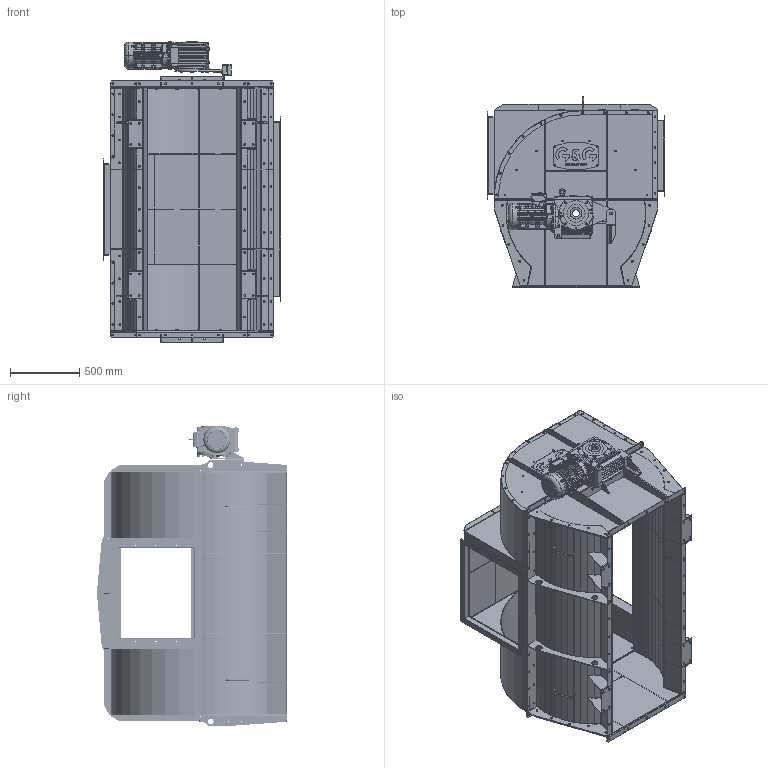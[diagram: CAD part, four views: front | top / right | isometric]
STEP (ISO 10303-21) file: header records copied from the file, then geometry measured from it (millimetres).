
FILE_DESCRIPTION (( 'STEP AP203' ), '1' );
FILE_NAME ('RS0010.STEP', '2023-11-28T10:23:35', ( '' ), ( '' ), 'SwSTEP 2.0', 'SolidWorks 2022', '' );
FILE_SCHEMA (( 'CONFIG_CONTROL_DESIGN' ));
Length unit declared in the file: millimetre
Products named in the file (48): RS-S159-04 - SUPPORT_Výchozí; RS-S154-08 - COVER-MIRR_Výchozí; RS-S154-00 - WLDM COVER; RS-M002-15 - ASSY COVER; RS-S156-04 - STRIP_Výchozí; RS-S154-11 - STRIP_Výchozí; RS-S157-00 - WLDM SIDE COVER_Výchozí; RS-S159-00 - WLDM SIDE; RS-S154-14 - FLANGE_Výchozí; RS-S154-15 - FLANGE_Výchozí; RS-S154-02 - COVER_Výchozí; RS-S154-12 - STRIP_Výchozí; RS-S103-00 - WLDM ANCHOR 125_Výchozí; RS-S159-01 - SIDE_Výchozí; RS-S157-01 - COVER_Výchozí; SK32100AZD-100LPTF_Výchozí; RS-S160-00 - WLDM SIDE; RS-S156-01 - COVER_Výchozí; RS-S103-02 - STRIP_Výchozí; RS-S103-01 - ANGLE_Výchozí; RS-S160-01 - SIDE_Výchozí; RS-S154-03 - FLANGE_Výchozí; SK32100AZD-100LPTF (2)_Výchozí; SK32100AZD-100LPTF (1)_Výchozí; RS-S155-11 - FLANGE_Výchozí; RS0010; RS-S156-02 - STRIP_Výchozí; RS-S155-03 - COVER_Výchozí; RS-S161-02 - REINFORCEMENT_Výchozí; RSGG-100-17_Výchozí; RS-S155-00 - WLDM COVER; RS-S161-03 - BEARING SUPPORT_Výchozí; RS-S103-03 - STRIP_Výchozí; NUT WELD - NW_M8; RS-S156-03 - STRIP_Výchozí; RS-S161-05 - REINFORCEMENT_Výchozí; RS-S154-04 - COVER_Výchozí; RS-S156-00 - WLDM SIDE COVER_Výchozí; RS-S155-10 - FLANGE_Výchozí; RS-S154-01 - COVER_Výchozí ...
Assembly tree (108 placements, depth 5):
  RS0010
    RSGG-100-17_Výchozí
      RS-S159-00 - WLDM SIDE
        RS-S159-01 - SIDE_Výchozí
        RS-S159-02 - FLANGE_Výchozí  x2
        CV-S004-02 - HANDLE RO_Výchozí  x2
        RS-S159-03 - STRIP_Výchozí  x4
        RS-S159-04 - SUPPORT_Výchozí  x2
      RS-S160-00 - WLDM SIDE
        RS-S160-01 - SIDE_Výchozí
        RS-S159-02 - FLANGE_Výchozí  x2
        CV-S004-02 - HANDLE RO_Výchozí  x2
        RS-S159-03 - STRIP_Výchozí  x4
        RS-S159-04 - SUPPORT_Výchozí  x2
      RS-S161-00 - WLDM FRONT  x2
        RS-S161-01 - FRONT_Výchozí
        RS-S161-02 - REINFORCEMENT_Výchozí
        RS-S161-03 - BEARING SUPPORT_Výchozí
        RS-S161-05 - REINFORCEMENT_Výchozí
        NUT WELD - NW_M8
      RS-M002-15 - ASSY COVER
        RS-S154-00 - WLDM COVER
          RS-S154-01 - COVER_Výchozí
          RS-S154-02 - COVER_Výchozí  x2
          RS-S154-03 - FLANGE_Výchozí  x2
          RS-S154-04 - COVER_Výchozí
          RS-S154-14 - FLANGE_Výchozí  x2
          RS-S154-15 - FLANGE_Výchozí  x2
          RS-S154-08 - COVER-MIRR_Výchozí
          RS-S154-09 - STRIP_Výchozí
          RS-S154-12 - STRIP_Výchozí
          RS-S154-10 - STRIP_Výchozí  x3
          RS-S154-11 - STRIP_Výchozí
          NUT WELD - NW_M8  x28
        RS-S155-00 - WLDM COVER
          RS-S155-03 - COVER_Výchozí
          RS-S155-10 - FLANGE_Výchozí  x2
          RS-S155-11 - FLANGE_Výchozí  x2
        RS-S156-00 - WLDM SIDE COVER_Výchozí
          RS-S156-01 - COVER_Výchozí
          RS-S156-02 - STRIP_Výchozí
          RS-S156-03 - STRIP_Výchozí
          RS-S156-04 - STRIP_Výchozí
        RS-S157-00 - WLDM SIDE COVER_Výchozí
          RS-S157-01 - COVER_Výchozí
          RS-S156-02 - STRIP_Výchozí
          RS-S156-03 - STRIP_Výchozí
          RS-S156-04 - STRIP_Výchozí
      RU-D001-93 - PLACKA LOGO XM_NEREZ  x2
      SK32100AZD-100LPTF_Výchozí
        SK32100AZD-100LPTF (1)_Výchozí
        SK32100AZD-100LPTF (2)_Výchozí
      RS-S103-00 - WLDM ANCHOR 125_Výchozí
        RS-S103-01 - ANGLE_Výchozí
        RS-S103-02 - STRIP_Výchozí
        RS-S103-03 - STRIP_Výchozí
Bounding box: 1279.8 x 1369.91 x 2165.9 mm (x, y, z)
Volume: 57496084.7 mm3; surface area: 24568583.2 mm2
Topology: 111 solids, 134 shells, 5474 faces, 14426 edges, 9280 vertices
Faces by surface type: plane 3096, cylinder 1752, cone 439, bspline 99, torus 86, sphere 2
Entity records: 136896 total; most frequent: CARTESIAN_POINT 30523, ORIENTED_EDGE 20932, DIRECTION 20852, EDGE_CURVE 10466, AXIS2_PLACEMENT_3D 7455, VERTEX_POINT 6706, VECTOR 5942, LINE 5942
